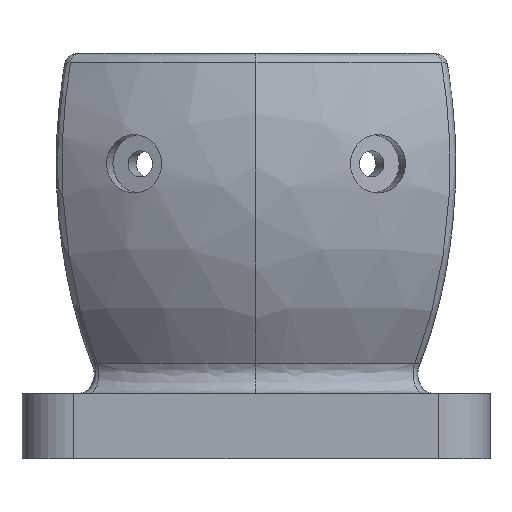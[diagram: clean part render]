
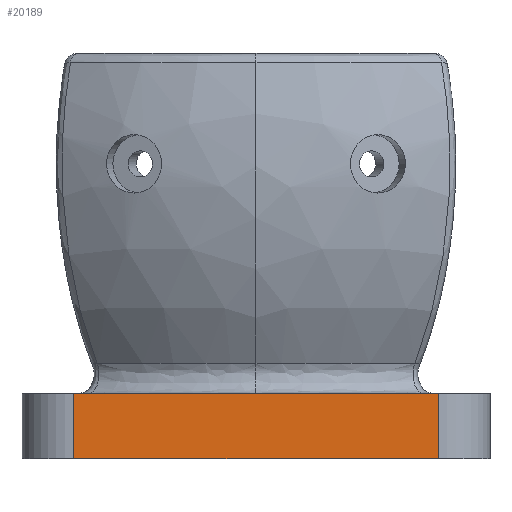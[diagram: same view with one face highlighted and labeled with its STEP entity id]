
A CAD part, front view. The second image highlights one B-rep face of the part: STEP entity #20189.
In plain terms, the highlighted planar face has unit normal (0, -1, 0).
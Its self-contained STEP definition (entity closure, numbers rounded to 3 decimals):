
#43 = CYLINDRICAL_SURFACE('',#44,8.);
#44 = AXIS2_PLACEMENT_3D('',#45,#46,#47);
#45 = CARTESIAN_POINT('',(-28.,-44.8,
    -35.353));
#46 = DIRECTION('',(0.,0.,1.));
#47 = DIRECTION('',(1.,0.,0.));
#68 = VERTEX_POINT('',#69);
#69 = CARTESIAN_POINT('',(-28.,-52.8,
    -45.353));
#84 = PLANE('',#85);
#85 = AXIS2_PLACEMENT_3D('',#86,#87,#88);
#86 = CARTESIAN_POINT('',(-36.,44.8,-45.353));
#87 = DIRECTION('',(0.,0.,-1.));
#88 = DIRECTION('',(-1.,0.,-0.));
#100 = EDGE_CURVE('',#101,#68,#103,.T.);
#101 = VERTEX_POINT('',#102);
#102 = CARTESIAN_POINT('',(-28.,-52.8,
    -35.353));
#103 = SURFACE_CURVE('',#104,(#108,#115),.PCURVE_S1.);
#104 = LINE('',#105,#106);
#105 = CARTESIAN_POINT('',(-28.,-52.8,
    -35.353));
#106 = VECTOR('',#107,1.);
#107 = DIRECTION('',(-0.,-0.,-1.));
#108 = PCURVE('',#43,#109);
#109 = DEFINITIONAL_REPRESENTATION('',(#110),#114);
#110 = LINE('',#111,#112);
#111 = CARTESIAN_POINT('',(4.712,0.));
#112 = VECTOR('',#113,1.);
#113 = DIRECTION('',(0.,-1.));
#114 = ( GEOMETRIC_REPRESENTATION_CONTEXT(2) 
PARAMETRIC_REPRESENTATION_CONTEXT() REPRESENTATION_CONTEXT('2D SPACE',''
  ) );
#115 = PCURVE('',#116,#121);
#116 = PLANE('',#117);
#117 = AXIS2_PLACEMENT_3D('',#118,#119,#120);
#118 = CARTESIAN_POINT('',(0.,-52.8,-35.353));
#119 = DIRECTION('',(0.,1.,0.));
#120 = DIRECTION('',(0.,0.,1.));
#121 = DEFINITIONAL_REPRESENTATION('',(#122),#126);
#122 = LINE('',#123,#124);
#123 = CARTESIAN_POINT('',(0.,-28.));
#124 = VECTOR('',#125,1.);
#125 = DIRECTION('',(-1.,0.));
#126 = ( GEOMETRIC_REPRESENTATION_CONTEXT(2) 
PARAMETRIC_REPRESENTATION_CONTEXT() REPRESENTATION_CONTEXT('2D SPACE',''
  ) );
#143 = PLANE('',#144);
#144 = AXIS2_PLACEMENT_3D('',#145,#146,#147);
#145 = CARTESIAN_POINT('',(-36.,44.8,-35.353));
#146 = DIRECTION('',(0.,0.,-1.));
#147 = DIRECTION('',(-1.,0.,-0.));
#186 = EDGE_CURVE('',#187,#101,#189,.T.);
#187 = VERTEX_POINT('',#188);
#188 = CARTESIAN_POINT('',(28.,-52.8,
    -35.353));
#189 = SURFACE_CURVE('',#190,(#194,#201),.PCURVE_S1.);
#190 = LINE('',#191,#192);
#191 = CARTESIAN_POINT('',(0.,-52.8,-35.353));
#192 = VECTOR('',#193,1.);
#193 = DIRECTION('',(-1.,0.,0.));
#194 = PCURVE('',#143,#195);
#195 = DEFINITIONAL_REPRESENTATION('',(#196),#200);
#196 = LINE('',#197,#198);
#197 = CARTESIAN_POINT('',(-36.,-97.6));
#198 = VECTOR('',#199,1.);
#199 = DIRECTION('',(1.,0.));
#200 = ( GEOMETRIC_REPRESENTATION_CONTEXT(2) 
PARAMETRIC_REPRESENTATION_CONTEXT() REPRESENTATION_CONTEXT('2D SPACE',''
  ) );
#201 = PCURVE('',#116,#202);
#202 = DEFINITIONAL_REPRESENTATION('',(#203),#207);
#203 = LINE('',#204,#205);
#204 = CARTESIAN_POINT('',(0.,0.));
#205 = VECTOR('',#206,1.);
#206 = DIRECTION('',(0.,-1.));
#207 = ( GEOMETRIC_REPRESENTATION_CONTEXT(2) 
PARAMETRIC_REPRESENTATION_CONTEXT() REPRESENTATION_CONTEXT('2D SPACE',''
  ) );
#226 = CYLINDRICAL_SURFACE('',#227,8.);
#227 = AXIS2_PLACEMENT_3D('',#228,#229,#230);
#228 = CARTESIAN_POINT('',(28.,-44.8,
    -35.353));
#229 = DIRECTION('',(0.,0.,1.));
#230 = DIRECTION('',(-1.,-0.,-0.));
#7497 = VERTEX_POINT('',#7498);
#7498 = CARTESIAN_POINT('',(28.,-52.8,
    -45.353));
#7520 = EDGE_CURVE('',#187,#7497,#7521,.T.);
#7521 = SURFACE_CURVE('',#7522,(#7526,#7533),.PCURVE_S1.);
#7522 = LINE('',#7523,#7524);
#7523 = CARTESIAN_POINT('',(28.,-52.8,
    -35.353));
#7524 = VECTOR('',#7525,1.);
#7525 = DIRECTION('',(0.,0.,-1.));
#7526 = PCURVE('',#226,#7527);
#7527 = DEFINITIONAL_REPRESENTATION('',(#7528),#7532);
#7528 = LINE('',#7529,#7530);
#7529 = CARTESIAN_POINT('',(-4.712,0.));
#7530 = VECTOR('',#7531,1.);
#7531 = DIRECTION('',(-0.,-1.));
#7532 = ( GEOMETRIC_REPRESENTATION_CONTEXT(2) 
PARAMETRIC_REPRESENTATION_CONTEXT() REPRESENTATION_CONTEXT('2D SPACE',''
  ) );
#7533 = PCURVE('',#116,#7534);
#7534 = DEFINITIONAL_REPRESENTATION('',(#7535),#7539);
#7535 = LINE('',#7536,#7537);
#7536 = CARTESIAN_POINT('',(0.,28.));
#7537 = VECTOR('',#7538,1.);
#7538 = DIRECTION('',(-1.,0.));
#7539 = ( GEOMETRIC_REPRESENTATION_CONTEXT(2) 
PARAMETRIC_REPRESENTATION_CONTEXT() REPRESENTATION_CONTEXT('2D SPACE',''
  ) );
#20189 = ADVANCED_FACE('',(#20190),#116,.F.);
#20190 = FACE_BOUND('',#20191,.T.);
#20191 = EDGE_LOOP('',(#20192,#20193,#20194,#20215));
#20192 = ORIENTED_EDGE('',*,*,#186,.T.);
#20193 = ORIENTED_EDGE('',*,*,#100,.T.);
#20194 = ORIENTED_EDGE('',*,*,#20195,.F.);
#20195 = EDGE_CURVE('',#7497,#68,#20196,.T.);
#20196 = SURFACE_CURVE('',#20197,(#20201,#20208),.PCURVE_S1.);
#20197 = LINE('',#20198,#20199);
#20198 = CARTESIAN_POINT('',(0.,-52.8,-45.353));
#20199 = VECTOR('',#20200,1.);
#20200 = DIRECTION('',(-1.,0.,0.));
#20201 = PCURVE('',#116,#20202);
#20202 = DEFINITIONAL_REPRESENTATION('',(#20203),#20207);
#20203 = LINE('',#20204,#20205);
#20204 = CARTESIAN_POINT('',(-10.,0.));
#20205 = VECTOR('',#20206,1.);
#20206 = DIRECTION('',(0.,-1.));
#20207 = ( GEOMETRIC_REPRESENTATION_CONTEXT(2) 
PARAMETRIC_REPRESENTATION_CONTEXT() REPRESENTATION_CONTEXT('2D SPACE',''
  ) );
#20208 = PCURVE('',#84,#20209);
#20209 = DEFINITIONAL_REPRESENTATION('',(#20210),#20214);
#20210 = LINE('',#20211,#20212);
#20211 = CARTESIAN_POINT('',(-36.,-97.6));
#20212 = VECTOR('',#20213,1.);
#20213 = DIRECTION('',(1.,0.));
#20214 = ( GEOMETRIC_REPRESENTATION_CONTEXT(2) 
PARAMETRIC_REPRESENTATION_CONTEXT() REPRESENTATION_CONTEXT('2D SPACE',''
  ) );
#20215 = ORIENTED_EDGE('',*,*,#7520,.F.);
